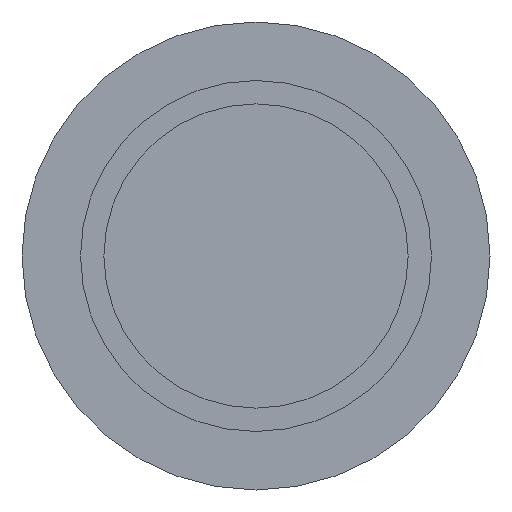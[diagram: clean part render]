
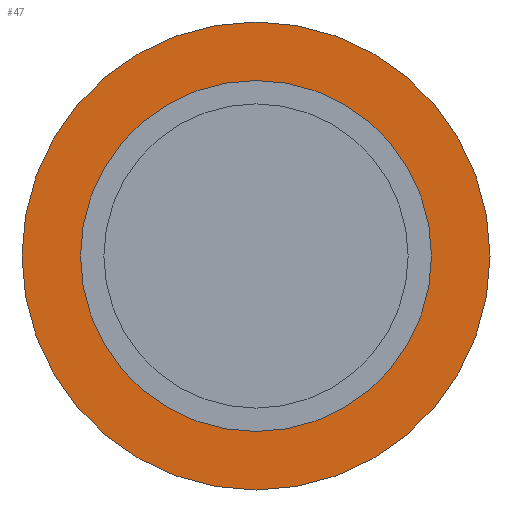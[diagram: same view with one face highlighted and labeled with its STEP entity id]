
A CAD part, left-side view. The second image highlights one B-rep face of the part: STEP entity #47.
In plain terms, the highlighted planar face has unit normal (-1, 0, 0).
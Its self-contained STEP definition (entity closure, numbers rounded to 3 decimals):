
#47=ADVANCED_FACE('',(#93,#94),#95,.F.);
#93=FACE_OUTER_BOUND('',#134,.T.);
#94=FACE_BOUND('',#135,.T.);
#95=PLANE('',#136);
#134=EDGE_LOOP('',(#197,#198));
#135=EDGE_LOOP('',(#199,#200));
#136=AXIS2_PLACEMENT_3D('',#201,#202,#203);
#197=ORIENTED_EDGE('',*,*,#246,.T.);
#198=ORIENTED_EDGE('',*,*,#247,.F.);
#199=ORIENTED_EDGE('',*,*,#241,.T.);
#200=ORIENTED_EDGE('',*,*,#244,.F.);
#201=CARTESIAN_POINT('',(0.,0.,0.0));
#202=DIRECTION('',(1.0,0.0,0.0));
#203=DIRECTION('',(0.0,1.0,-0.0));
#241=EDGE_CURVE('',#277,#275,#278,.T.);
#244=EDGE_CURVE('',#277,#275,#281,.T.);
#246=EDGE_CURVE('',#283,#284,#285,.T.);
#247=EDGE_CURVE('',#283,#284,#286,.T.);
#275=VERTEX_POINT('',#318);
#277=VERTEX_POINT('',#321);
#278=CIRCLE('',#322,7.5);
#281=CIRCLE('',#326,7.5);
#283=VERTEX_POINT('',#328);
#284=VERTEX_POINT('',#329);
#285=CIRCLE('',#330,10.0);
#286=CIRCLE('',#331,10.0);
#318=CARTESIAN_POINT('',(0.,7.5,0.));
#321=CARTESIAN_POINT('',(0.,-7.5,0.0));
#322=AXIS2_PLACEMENT_3D('',#365,#366,#367);
#326=AXIS2_PLACEMENT_3D('',#369,#370,#371);
#328=CARTESIAN_POINT('',(0.,-10.0,0.0));
#329=CARTESIAN_POINT('',(0.,10.0,0.));
#330=AXIS2_PLACEMENT_3D('',#372,#373,#374);
#331=AXIS2_PLACEMENT_3D('',#375,#376,#377);
#365=CARTESIAN_POINT('',(0.,0.,0.0));
#366=DIRECTION('',(1.0,0.0,0.0));
#367=DIRECTION('',(0.0,-1.0,0.0));
#369=CARTESIAN_POINT('',(0.,0.,0.0));
#370=DIRECTION('',(-1.0,0.0,0.0));
#371=DIRECTION('',(0.0,-1.0,0.0));
#372=CARTESIAN_POINT('',(0.,0.,0.0));
#373=DIRECTION('',(-1.0,0.0,0.0));
#374=DIRECTION('',(0.0,-1.0,0.0));
#375=CARTESIAN_POINT('',(0.,0.,0.0));
#376=DIRECTION('',(1.0,0.0,0.0));
#377=DIRECTION('',(0.0,-1.0,0.0));
